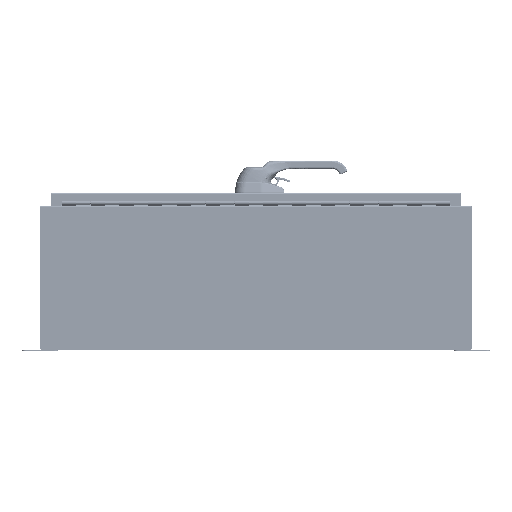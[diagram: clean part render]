
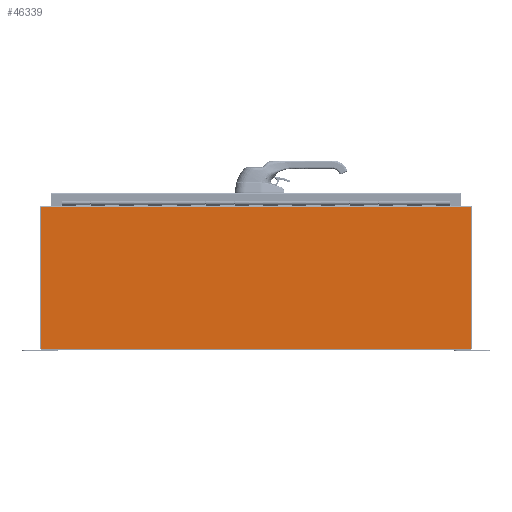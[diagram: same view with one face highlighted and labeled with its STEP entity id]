
A CAD part, left-side view. The second image highlights one B-rep face of the part: STEP entity #46339.
In plain terms, the highlighted face is planar.
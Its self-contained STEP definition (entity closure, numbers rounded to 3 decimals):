
#6078=FACE_OUTER_BOUND('',#8916,.T.);
#8916=EDGE_LOOP('',(#30934,#30935,#30936,#30937));
#12084=LINE('',#70150,#15614);
#12097=LINE('',#70180,#15627);
#12100=LINE('',#70186,#15630);
#12101=LINE('',#70187,#15631);
#15614=VECTOR('',#55735,0.394);
#15627=VECTOR('',#55778,0.394);
#15630=VECTOR('',#55783,0.394);
#15631=VECTOR('',#55784,0.394);
#19052=VERTEX_POINT('',#70142);
#19053=VERTEX_POINT('',#70149);
#19055=VERTEX_POINT('',#70179);
#19057=VERTEX_POINT('',#70185);
#23503=EDGE_CURVE('',#19053,#19052,#12084,.T.);
#23518=EDGE_CURVE('',#19053,#19055,#12097,.T.);
#23521=EDGE_CURVE('',#19057,#19052,#12100,.T.);
#23522=EDGE_CURVE('',#19055,#19057,#12101,.T.);
#30934=ORIENTED_EDGE('',*,*,#23503,.T.);
#30935=ORIENTED_EDGE('',*,*,#23521,.F.);
#30936=ORIENTED_EDGE('',*,*,#23522,.F.);
#30937=ORIENTED_EDGE('',*,*,#23518,.F.);
#44152=PLANE('',#50117);
#46339=ADVANCED_FACE('',(#6078),#44152,.T.);
#50117=AXIS2_PLACEMENT_3D('',#70184,#55781,#55782);
#55735=DIRECTION('',(0.,1.,0.));
#55778=DIRECTION('',(-1.,0.,0.));
#55781=DIRECTION('center_axis',(0.,0.,1.));
#55782=DIRECTION('ref_axis',(1.,0.,0.));
#55783=DIRECTION('',(1.,0.,0.));
#55784=DIRECTION('',(0.,1.,0.));
#70142=CARTESIAN_POINT('',(4.895,14.926,0.074));
#70149=CARTESIAN_POINT('',(4.895,-14.926,0.074));
#70150=CARTESIAN_POINT('',(4.895,-7.463,0.074));
#70179=CARTESIAN_POINT('',(-4.926,-14.926,0.074));
#70180=CARTESIAN_POINT('',(4.926,-14.926,0.074));
#70184=CARTESIAN_POINT('Origin',(0.,0.,0.074));
#70185=CARTESIAN_POINT('',(-4.926,14.926,0.074));
#70186=CARTESIAN_POINT('',(-4.926,14.926,0.074));
#70187=CARTESIAN_POINT('',(-4.926,-14.926,0.074));
